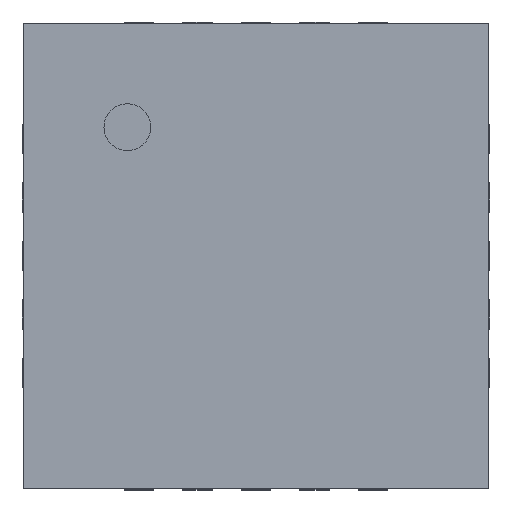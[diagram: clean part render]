
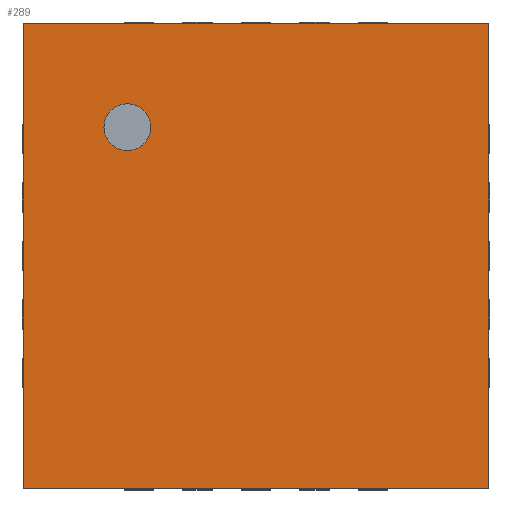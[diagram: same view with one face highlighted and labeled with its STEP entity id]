
A CAD part, top view. The second image highlights one B-rep face of the part: STEP entity #289.
In plain terms, the highlighted planar face has unit normal (0, 0, 1).
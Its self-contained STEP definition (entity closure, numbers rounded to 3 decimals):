
#93 = EDGE_CURVE('',#94,#96,#98,.T.);
#94 = VERTEX_POINT('',#95);
#95 = CARTESIAN_POINT('',(-1.99,1.99,0.75));
#96 = VERTEX_POINT('',#97);
#97 = CARTESIAN_POINT('',(1.99,1.99,0.75));
#98 = LINE('',#99,#100);
#99 = CARTESIAN_POINT('',(-1.99,1.99,0.75));
#100 = VECTOR('',#101,1.);
#101 = DIRECTION('',(1.,0.,0.));
#289 = ADVANCED_FACE('',(#290),#315,.T.);
#290 = FACE_BOUND('',#291,.T.);
#291 = EDGE_LOOP('',(#292,#293,#301,#309));
#292 = ORIENTED_EDGE('',*,*,#93,.F.);
#293 = ORIENTED_EDGE('',*,*,#294,.T.);
#294 = EDGE_CURVE('',#94,#295,#297,.T.);
#295 = VERTEX_POINT('',#296);
#296 = CARTESIAN_POINT('',(-1.99,-1.99,0.75));
#297 = LINE('',#298,#299);
#298 = CARTESIAN_POINT('',(-1.99,1.99,0.75));
#299 = VECTOR('',#300,1.);
#300 = DIRECTION('',(0.,-1.,0.));
#301 = ORIENTED_EDGE('',*,*,#302,.T.);
#302 = EDGE_CURVE('',#295,#303,#305,.T.);
#303 = VERTEX_POINT('',#304);
#304 = CARTESIAN_POINT('',(1.99,-1.99,0.75));
#305 = LINE('',#306,#307);
#306 = CARTESIAN_POINT('',(-1.99,-1.99,0.75));
#307 = VECTOR('',#308,1.);
#308 = DIRECTION('',(1.,0.,0.));
#309 = ORIENTED_EDGE('',*,*,#310,.F.);
#310 = EDGE_CURVE('',#96,#303,#311,.T.);
#311 = LINE('',#312,#313);
#312 = CARTESIAN_POINT('',(1.99,1.99,0.75));
#313 = VECTOR('',#314,1.);
#314 = DIRECTION('',(0.,-1.,0.));
#315 = PLANE('',#316);
#316 = AXIS2_PLACEMENT_3D('',#317,#318,#319);
#317 = CARTESIAN_POINT('',(-1.99,1.99,0.75));
#318 = DIRECTION('',(0.,0.,1.));
#319 = DIRECTION('',(0.,-1.,0.));
